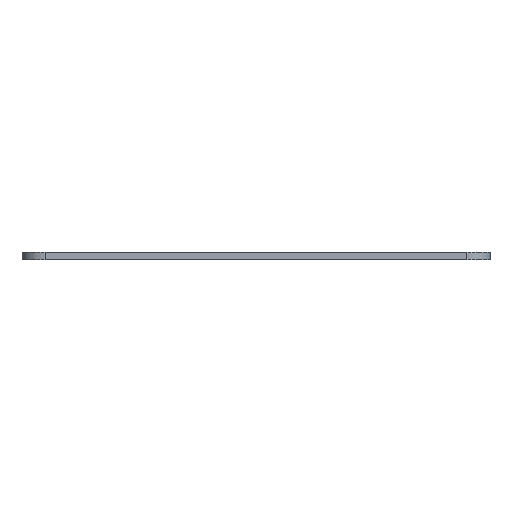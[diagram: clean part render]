
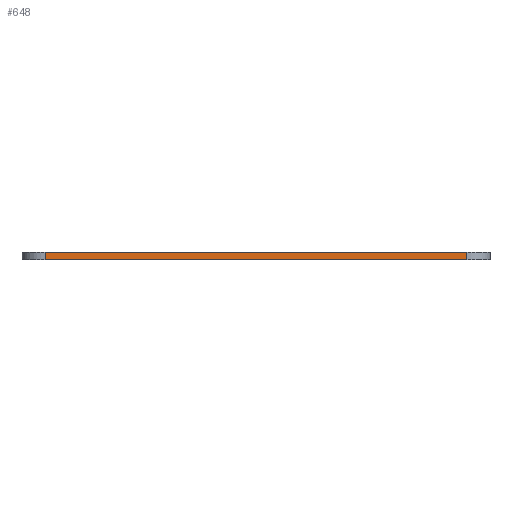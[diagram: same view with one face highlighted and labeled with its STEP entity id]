
A CAD part, left-side view. The second image highlights one B-rep face of the part: STEP entity #648.
In plain terms, the highlighted planar face has unit normal (-1, 0, 0).
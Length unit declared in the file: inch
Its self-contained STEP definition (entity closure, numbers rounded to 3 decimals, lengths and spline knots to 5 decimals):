
#17 = EDGE_LOOP ( 'NONE', ( #141, #602, #518, #298 ) ) ;
#37 = PLANE ( 'NONE',  #540 ) ;
#62 = VERTEX_POINT ( 'NONE', #664 ) ;
#69 = CARTESIAN_POINT ( 'NONE',  ( -6.8125, -3.4375, 0.125 ) ) ;
#91 = CARTESIAN_POINT ( 'NONE',  ( -6.8125, 3.8125, 0. ) ) ;
#92 = VERTEX_POINT ( 'NONE', #440 ) ;
#98 = EDGE_CURVE ( 'NONE', #92, #583, #659, .T. ) ;
#101 = CARTESIAN_POINT ( 'NONE',  ( -6.8125, 3.8125, 0.125 ) ) ;
#118 = DIRECTION ( 'NONE',  ( 0., 0., -1. ) ) ;
#141 = ORIENTED_EDGE ( 'NONE', *, *, #373, .F. ) ;
#161 = VECTOR ( 'NONE', #432, 39.37008 ) ;
#177 = LINE ( 'NONE', #245, #684 ) ;
#245 = CARTESIAN_POINT ( 'NONE',  ( -6.8125, -3.4375, 0.125 ) ) ;
#298 = ORIENTED_EDGE ( 'NONE', *, *, #600, .F. ) ;
#325 = DIRECTION ( 'NONE',  ( 1., 0., 0. ) ) ;
#329 = LINE ( 'NONE', #707, #594 ) ;
#373 = EDGE_CURVE ( 'NONE', #399, #62, #177, .T. ) ;
#377 = CARTESIAN_POINT ( 'NONE',  ( -6.8125, 3.4375, 0.125 ) ) ;
#387 = CARTESIAN_POINT ( 'NONE',  ( -6.8125, 3.4375, 0.125 ) ) ;
#399 = VERTEX_POINT ( 'NONE', #69 ) ;
#432 = DIRECTION ( 'NONE',  ( 0., 1., 0. ) ) ;
#440 = CARTESIAN_POINT ( 'NONE',  ( -6.8125, 3.4375, 0. ) ) ;
#518 = ORIENTED_EDGE ( 'NONE', *, *, #98, .F. ) ;
#540 = AXIS2_PLACEMENT_3D ( 'NONE', #101, #325, #611 ) ;
#549 = FACE_OUTER_BOUND ( 'NONE', #17, .T. ) ;
#571 = VECTOR ( 'NONE', #712, 39.37008 ) ;
#583 = VERTEX_POINT ( 'NONE', #377 ) ;
#594 = VECTOR ( 'NONE', #711, 39.37008 ) ;
#600 = EDGE_CURVE ( 'NONE', #62, #92, #657, .T. ) ;
#602 = ORIENTED_EDGE ( 'NONE', *, *, #668, .F. ) ;
#611 = DIRECTION ( 'NONE',  ( 0., 0., -1. ) ) ;
#648 = ADVANCED_FACE ( 'NONE', ( #549 ), #37, .F. ) ;
#657 = LINE ( 'NONE', #91, #161 ) ;
#659 = LINE ( 'NONE', #387, #571 ) ;
#664 = CARTESIAN_POINT ( 'NONE',  ( -6.8125, -3.4375, 0. ) ) ;
#668 = EDGE_CURVE ( 'NONE', #583, #399, #329, .T. ) ;
#684 = VECTOR ( 'NONE', #118, 39.37008 ) ;
#707 = CARTESIAN_POINT ( 'NONE',  ( -6.8125, -3.8125, 0.125 ) ) ;
#711 = DIRECTION ( 'NONE',  ( 0., -1., 0. ) ) ;
#712 = DIRECTION ( 'NONE',  ( 0., 0., 1. ) ) ;
